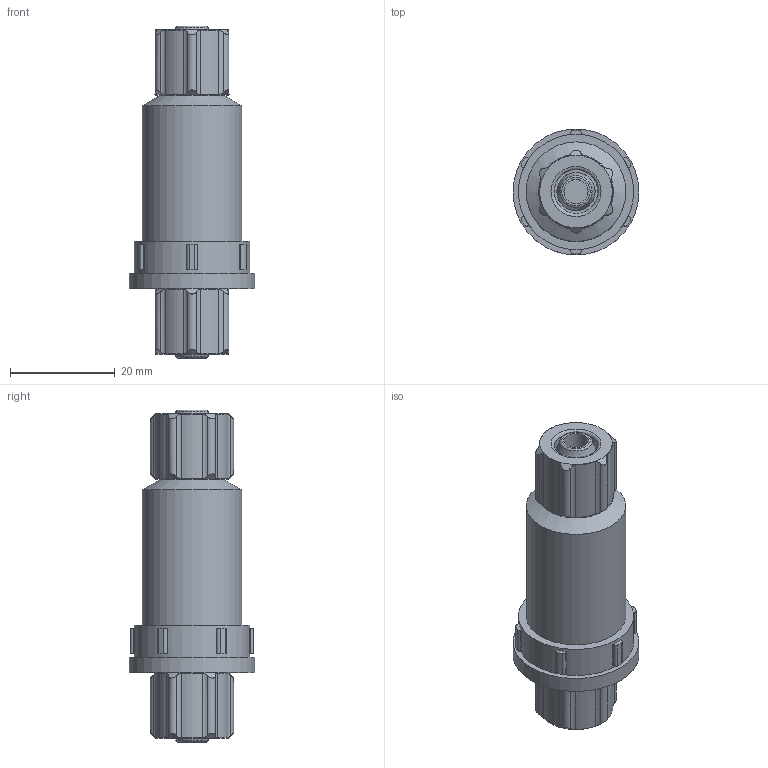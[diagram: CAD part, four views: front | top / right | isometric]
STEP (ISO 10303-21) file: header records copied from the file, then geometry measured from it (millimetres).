
FILE_DESCRIPTION(/* description */ ('STEP AP214'),/* implementation_level */ '2;1');
FILE_NAME(/* name */ '160239_VAF-PK-6',/* time_stamp */ '2024-09-11T09:09:31+02:00',/* author */ ('License CC BY-ND 4.0'),/* organization */ ('CADENAS'),/* preprocessor_version */ 'ST-DEVELOPER v19.3',/* originating_system */ 'PARTsolutions',/* authorisation */ ' ');
FILE_SCHEMA (('AUTOMOTIVE_DESIGN {1 0 10303 214 3 1 1}'));
Length unit declared in the file: millimetre
Products named in the file (1): 160239 VAF-PK-6
Bounding box: 24 x 24 x 63.3 mm (x, y, z)
Volume: 14894.4 mm3; surface area: 5374.4 mm2
Topology: 1 solids, 1 shells, 130 faces, 327 edges, 215 vertices
Faces by surface type: cylinder 75, plane 42, cone 7, torus 6
Full cylindrical faces by diameter (mm): 4.6 x2, 6.8 x2, 8.35 x2, 19 x1, 22 x1, 24 x1
Entity records: 3948 total; most frequent: CARTESIAN_POINT 931, DIRECTION 612, ORIENTED_EDGE 602, EDGE_CURVE 301, AXIS2_PLACEMENT_3D 252, VERTEX_POINT 211, EDGE_LOOP 168, FACE_BOUND 168
